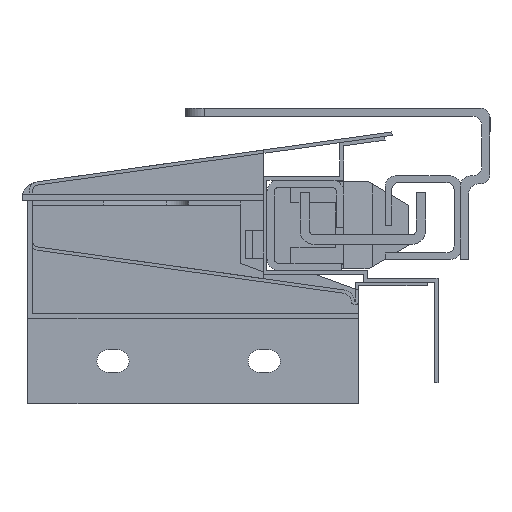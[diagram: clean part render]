
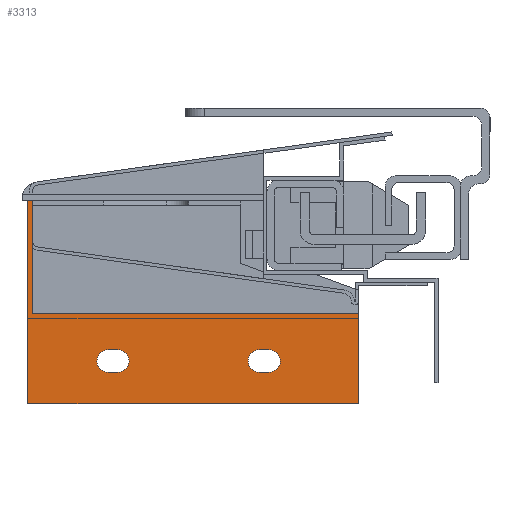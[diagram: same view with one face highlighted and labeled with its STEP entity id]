
A CAD part, left-side view. The second image highlights one B-rep face of the part: STEP entity #3313.
In plain terms, the highlighted face is planar.
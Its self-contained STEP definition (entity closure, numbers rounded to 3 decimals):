
#186 = VERTEX_POINT ( 'NONE', #2651 ) ;
#188 = DIRECTION ( 'NONE',  ( 0., 0., 1. ) ) ;
#315 = ORIENTED_EDGE ( 'NONE', *, *, #6167, .F. ) ;
#329 = LINE ( 'NONE', #3538, #5401 ) ;
#417 = CARTESIAN_POINT ( 'NONE',  ( 29.4, -51., 0. ) ) ;
#498 = VERTEX_POINT ( 'NONE', #4710 ) ;
#557 = VERTEX_POINT ( 'NONE', #998 ) ;
#633 = EDGE_CURVE ( 'NONE', #498, #3919, #3407, .T. ) ;
#659 = DIRECTION ( 'NONE',  ( 0., -1., 0. ) ) ;
#877 = ORIENTED_EDGE ( 'NONE', *, *, #1846, .F. ) ;
#914 = LINE ( 'NONE', #8169, #6024 ) ;
#938 = CARTESIAN_POINT ( 'NONE',  ( 36., -70., 0. ) ) ;
#998 = CARTESIAN_POINT ( 'NONE',  ( 29.4, -49., 0. ) ) ;
#1247 = DIRECTION ( 'NONE',  ( -1., 0., 0. ) ) ;
#1268 = AXIS2_PLACEMENT_3D ( 'NONE', #9798, #5156, #9741 ) ;
#1406 = DIRECTION ( 'NONE',  ( 0., 1., 0. ) ) ;
#1419 = AXIS2_PLACEMENT_3D ( 'NONE', #4901, #188, #7246 ) ;
#1423 = LINE ( 'NONE', #3890, #1765 ) ;
#1431 = EDGE_CURVE ( 'NONE', #557, #4304, #914, .T. ) ;
#1435 = DIRECTION ( 'NONE',  ( 0., 0., -1. ) ) ;
#1555 = DIRECTION ( 'NONE',  ( -1., 0., 0. ) ) ;
#1727 = FACE_BOUND ( 'NONE', #7871, .T. ) ;
#1732 = CARTESIAN_POINT ( 'NONE',  ( 29.4, -17., 0. ) ) ;
#1765 = VECTOR ( 'NONE', #3006, 1000. ) ;
#1846 = EDGE_CURVE ( 'NONE', #4304, #3703, #3164, .T. ) ;
#2012 = VECTOR ( 'NONE', #8359, 1000. ) ;
#2095 = EDGE_CURVE ( 'NONE', #2513, #7527, #1423, .T. ) ;
#2246 = LINE ( 'NONE', #2306, #7152 ) ;
#2306 = CARTESIAN_POINT ( 'NONE',  ( 29.4, -17., 0. ) ) ;
#2513 = VERTEX_POINT ( 'NONE', #6841 ) ;
#2593 = ORIENTED_EDGE ( 'NONE', *, *, #5192, .F. ) ;
#2636 = DIRECTION ( 'NONE',  ( 0., 1., 0. ) ) ;
#2651 = CARTESIAN_POINT ( 'NONE',  ( -7., -1., 0. ) ) ;
#2712 = ORIENTED_EDGE ( 'NONE', *, *, #9252, .F. ) ;
#2800 = LINE ( 'NONE', #10034, #2012 ) ;
#2895 = ORIENTED_EDGE ( 'NONE', *, *, #5645, .T. ) ;
#2974 = ORIENTED_EDGE ( 'NONE', *, *, #9964, .T. ) ;
#3006 = DIRECTION ( 'NONE',  ( 0., 1., 0. ) ) ;
#3164 = CIRCLE ( 'NONE', #6657, 2.4 ) ;
#3280 = DIRECTION ( 'NONE',  ( 0., -1., 0. ) ) ;
#3313 = ADVANCED_FACE ( 'NONE', ( #1727, #3346, #4032 ), #4135, .F. ) ;
#3346 = FACE_BOUND ( 'NONE', #8929, .T. ) ;
#3407 = LINE ( 'NONE', #6587, #5753 ) ;
#3538 = CARTESIAN_POINT ( 'NONE',  ( 36., -70., 0. ) ) ;
#3600 = CARTESIAN_POINT ( 'NONE',  ( 24.6, -49., 0. ) ) ;
#3615 = DIRECTION ( 'NONE',  ( 1., 0., 0. ) ) ;
#3659 = EDGE_CURVE ( 'NONE', #5380, #10182, #5266, .T. ) ;
#3667 = CARTESIAN_POINT ( 'NONE',  ( 36., 0., 0. ) ) ;
#3703 = VERTEX_POINT ( 'NONE', #7711 ) ;
#3771 = CARTESIAN_POINT ( 'NONE',  ( -7., 0., 0. ) ) ;
#3890 = CARTESIAN_POINT ( 'NONE',  ( 24.6, -17., 0. ) ) ;
#3919 = VERTEX_POINT ( 'NONE', #7065 ) ;
#3991 = VERTEX_POINT ( 'NONE', #10302 ) ;
#4032 = FACE_OUTER_BOUND ( 'NONE', #5202, .T. ) ;
#4055 = ORIENTED_EDGE ( 'NONE', *, *, #1431, .F. ) ;
#4104 = VERTEX_POINT ( 'NONE', #6235 ) ;
#4135 = PLANE ( 'NONE',  #1419 ) ;
#4304 = VERTEX_POINT ( 'NONE', #417 ) ;
#4324 = DIRECTION ( 'NONE',  ( 0., 1., 0. ) ) ;
#4391 = AXIS2_PLACEMENT_3D ( 'NONE', #9388, #4641, #1555 ) ;
#4541 = LINE ( 'NONE', #3771, #5274 ) ;
#4641 = DIRECTION ( 'NONE',  ( 0., 0., -1. ) ) ;
#4710 = CARTESIAN_POINT ( 'NONE',  ( 17., -70., 0. ) ) ;
#4744 = DIRECTION ( 'NONE',  ( 0., -1., 0. ) ) ;
#4755 = CARTESIAN_POINT ( 'NONE',  ( 24.6, -17., 0. ) ) ;
#4827 = ORIENTED_EDGE ( 'NONE', *, *, #633, .T. ) ;
#4875 = EDGE_CURVE ( 'NONE', #9581, #2513, #6230, .T. ) ;
#4901 = CARTESIAN_POINT ( 'NONE',  ( 36., 0., 0. ) ) ;
#4982 = CARTESIAN_POINT ( 'NONE',  ( 36., 0., 0. ) ) ;
#5156 = DIRECTION ( 'NONE',  ( 0., 0., -1. ) ) ;
#5192 = EDGE_CURVE ( 'NONE', #3703, #4104, #6098, .T. ) ;
#5202 = EDGE_LOOP ( 'NONE', ( #10156, #7434, #6546, #2895, #4827, #2974 ) ) ;
#5266 = LINE ( 'NONE', #3667, #6341 ) ;
#5274 = VECTOR ( 'NONE', #1406, 1000. ) ;
#5380 = VERTEX_POINT ( 'NONE', #4982 ) ;
#5399 = CARTESIAN_POINT ( 'NONE',  ( 27., -51., 0. ) ) ;
#5401 = VECTOR ( 'NONE', #8476, 1000. ) ;
#5456 = DIRECTION ( 'NONE',  ( -1., 0., 0. ) ) ;
#5645 = EDGE_CURVE ( 'NONE', #10182, #498, #329, .T. ) ;
#5753 = VECTOR ( 'NONE', #2636, 1000. ) ;
#5822 = ORIENTED_EDGE ( 'NONE', *, *, #4875, .F. ) ;
#6024 = VECTOR ( 'NONE', #3280, 1000. ) ;
#6098 = LINE ( 'NONE', #3600, #8897 ) ;
#6167 = EDGE_CURVE ( 'NONE', #8974, #9581, #2246, .T. ) ;
#6230 = CIRCLE ( 'NONE', #4391, 2.4 ) ;
#6235 = CARTESIAN_POINT ( 'NONE',  ( 24.6, -49., 0. ) ) ;
#6341 = VECTOR ( 'NONE', #659, 1000. ) ;
#6352 = LINE ( 'NONE', #8731, #7456 ) ;
#6451 = ORIENTED_EDGE ( 'NONE', *, *, #2095, .F. ) ;
#6546 = ORIENTED_EDGE ( 'NONE', *, *, #3659, .T. ) ;
#6587 = CARTESIAN_POINT ( 'NONE',  ( 17., -1., 0. ) ) ;
#6657 = AXIS2_PLACEMENT_3D ( 'NONE', #5399, #1435, #5456 ) ;
#6668 = CARTESIAN_POINT ( 'NONE',  ( 29.4, -19., 0. ) ) ;
#6841 = CARTESIAN_POINT ( 'NONE',  ( 24.6, -19., 0. ) ) ;
#6936 = CARTESIAN_POINT ( 'NONE',  ( 27., -17., 0. ) ) ;
#7065 = CARTESIAN_POINT ( 'NONE',  ( 17., -1., 0. ) ) ;
#7152 = VECTOR ( 'NONE', #4744, 1000. ) ;
#7246 = DIRECTION ( 'NONE',  ( -1., 0., 0. ) ) ;
#7433 = CIRCLE ( 'NONE', #8767, 2.4 ) ;
#7434 = ORIENTED_EDGE ( 'NONE', *, *, #8084, .T. ) ;
#7456 = VECTOR ( 'NONE', #3615, 1000. ) ;
#7527 = VERTEX_POINT ( 'NONE', #4755 ) ;
#7711 = CARTESIAN_POINT ( 'NONE',  ( 24.6, -51., 0. ) ) ;
#7871 = EDGE_LOOP ( 'NONE', ( #6451, #5822, #315, #2712 ) ) ;
#8084 = EDGE_CURVE ( 'NONE', #3991, #5380, #6352, .T. ) ;
#8169 = CARTESIAN_POINT ( 'NONE',  ( 29.4, -49., 0. ) ) ;
#8359 = DIRECTION ( 'NONE',  ( -1., 0., 0. ) ) ;
#8470 = ORIENTED_EDGE ( 'NONE', *, *, #9594, .F. ) ;
#8476 = DIRECTION ( 'NONE',  ( -1., 0., 0. ) ) ;
#8600 = DIRECTION ( 'NONE',  ( 0., 0., -1. ) ) ;
#8731 = CARTESIAN_POINT ( 'NONE',  ( 36., 0., 0. ) ) ;
#8767 = AXIS2_PLACEMENT_3D ( 'NONE', #6936, #8600, #1247 ) ;
#8897 = VECTOR ( 'NONE', #4324, 1000. ) ;
#8929 = EDGE_LOOP ( 'NONE', ( #2593, #877, #4055, #8470 ) ) ;
#8974 = VERTEX_POINT ( 'NONE', #1732 ) ;
#9218 = EDGE_CURVE ( 'NONE', #186, #3991, #4541, .T. ) ;
#9252 = EDGE_CURVE ( 'NONE', #7527, #8974, #7433, .T. ) ;
#9388 = CARTESIAN_POINT ( 'NONE',  ( 27., -19., 0. ) ) ;
#9581 = VERTEX_POINT ( 'NONE', #6668 ) ;
#9594 = EDGE_CURVE ( 'NONE', #4104, #557, #10267, .T. ) ;
#9741 = DIRECTION ( 'NONE',  ( -1., 0., 0. ) ) ;
#9798 = CARTESIAN_POINT ( 'NONE',  ( 27., -49., 0. ) ) ;
#9964 = EDGE_CURVE ( 'NONE', #3919, #186, #2800, .T. ) ;
#10034 = CARTESIAN_POINT ( 'NONE',  ( -6., -1., 0. ) ) ;
#10156 = ORIENTED_EDGE ( 'NONE', *, *, #9218, .T. ) ;
#10182 = VERTEX_POINT ( 'NONE', #938 ) ;
#10267 = CIRCLE ( 'NONE', #1268, 2.4 ) ;
#10302 = CARTESIAN_POINT ( 'NONE',  ( -7., 0., 0. ) ) ;
